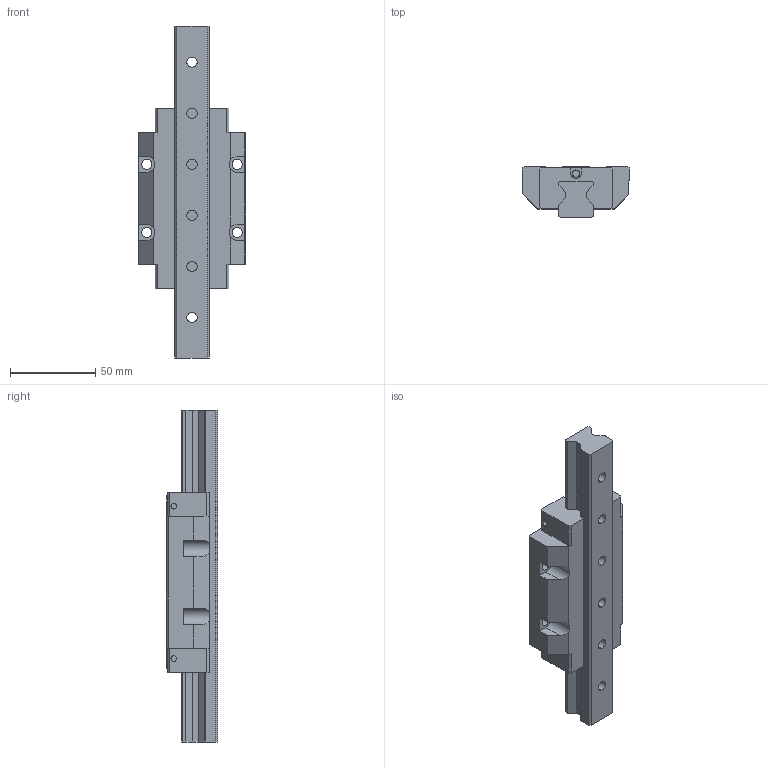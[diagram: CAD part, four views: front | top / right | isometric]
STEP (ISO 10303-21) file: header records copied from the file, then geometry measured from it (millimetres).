
FILE_DESCRIPTION((''),'2;1');
FILE_NAME('RGW20H','2009-12-17T',('minyao'),(''),'PRO/ENGINEER BY PARAMETRIC TECHNOLOGY CORPORATION, 2004360','PRO/ENGINEER BY PARAMETRIC TECHNOLOGY CORPORATION, 2004360','');
FILE_SCHEMA(('CONFIG_CONTROL_DESIGN'));
Length unit declared in the file: millimetre
Products named in the file (1): RGW20H
Bounding box: 63 x 30 x 195 mm (x, y, z)
Volume: 176085.5 mm3; surface area: 33566.2 mm2
Topology: 1 solids, 1 shells, 178 faces, 472 edges, 314 vertices
Faces by surface type: plane 116, cylinder 62
Entity records: 5601 total; most frequent: CARTESIAN_POINT 989, DIRECTION 946, ORIENTED_EDGE 944, EDGE_CURVE 472, VECTOR 338, LINE 338, VERTEX_POINT 314, AXIS2_PLACEMENT_3D 304
